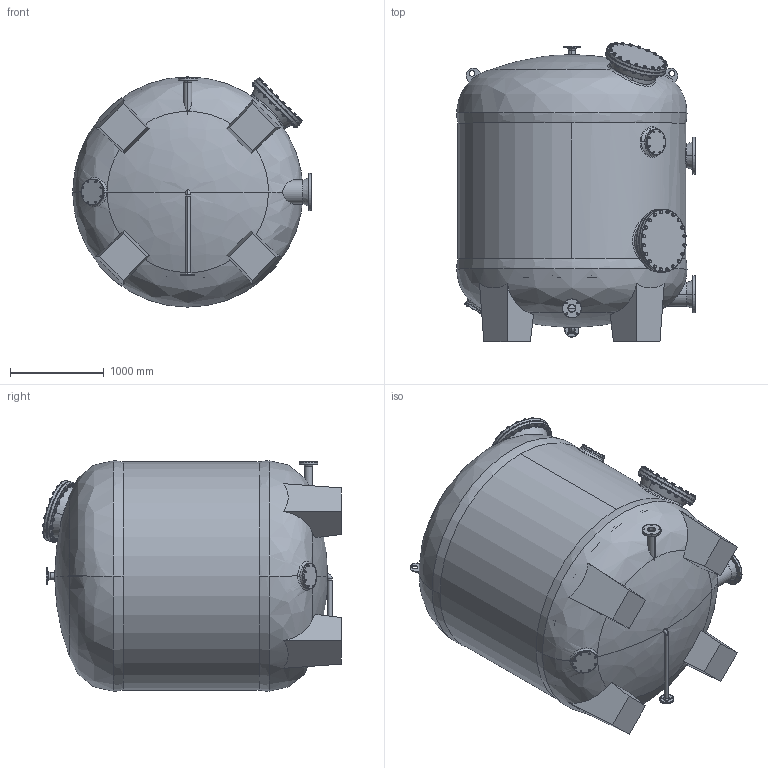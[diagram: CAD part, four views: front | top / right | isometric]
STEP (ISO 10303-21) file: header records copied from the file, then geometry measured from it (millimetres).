
FILE_DESCRIPTION (( 'STEP AP214' ), '1' );
FILE_NAME ('Atlantic 240c.STEP', '2020-11-02T13:54:33', ( '' ), ( '' ), 'SwSTEP 2.0', 'SolidWorks 2019', '' );
FILE_SCHEMA (( 'AUTOMOTIVE_DESIGN' ));
Length unit declared in the file: millimetre
Products named in the file (21): glass_cover_dn200; vent_flange_dn65; Atlantic 240c; air_flange_dn80; cover_dn500; hex_screw_m8_40; hex_screw_m20_100; washer_fi8; gasket_dn500; washer_fi20; vessel_240c; hex_nut_m20; outlet_flange_dn250; elbow_dn40; inlet_flange_dn250; drain_flange_dn401; gasket_dn200
Assembly tree (211 placements, depth 3):
  Atlantic 240c
    vessel_240c
    inlet_flange_dn250
    glass_cover_dn200
      glass_cover_dn200
      gasket_dn200
      hex_screw_m8_40  x8
      washer_fi8  x8
    vent_flange_dn65
    outlet_flange_dn250
    air_flange_dn80
    elbow_dn40
    drain_flange_dn401
    cover_dn500
      cover_dn500
      gasket_dn500
      hex_screw_m20_100  x20
      washer_fi20  x20
    hex_nut_m20  x40
    washer_fi20  x40
    glass_cover_dn200
      glass_cover_dn200
      gasket_dn200
      hex_screw_m8_40  x8
      washer_fi8  x8
    cover_dn500
      cover_dn500
      gasket_dn500
      hex_screw_m20_100  x20
      washer_fi20  x20
Bounding box: 2538.24 x 3180.14 x 2450.47 mm (x, y, z)
Volume: 719124261.5 mm3; surface area: 59114445.6 mm2
Topology: 207 solids, 207 shells, 3509 faces, 8055 edges, 4993 vertices
Faces by surface type: cone 1282, plane 1085, cylinder 977, bspline 165
Entity records: 71927 total; most frequent: CARTESIAN_POINT 47459, ORIENTED_EDGE 4068, DIRECTION 3499, EDGE_CURVE 2034, AXIS2_PLACEMENT_3D 1506, VERTEX_POINT 1405, EDGE_LOOP 951, CIRCLE 756
